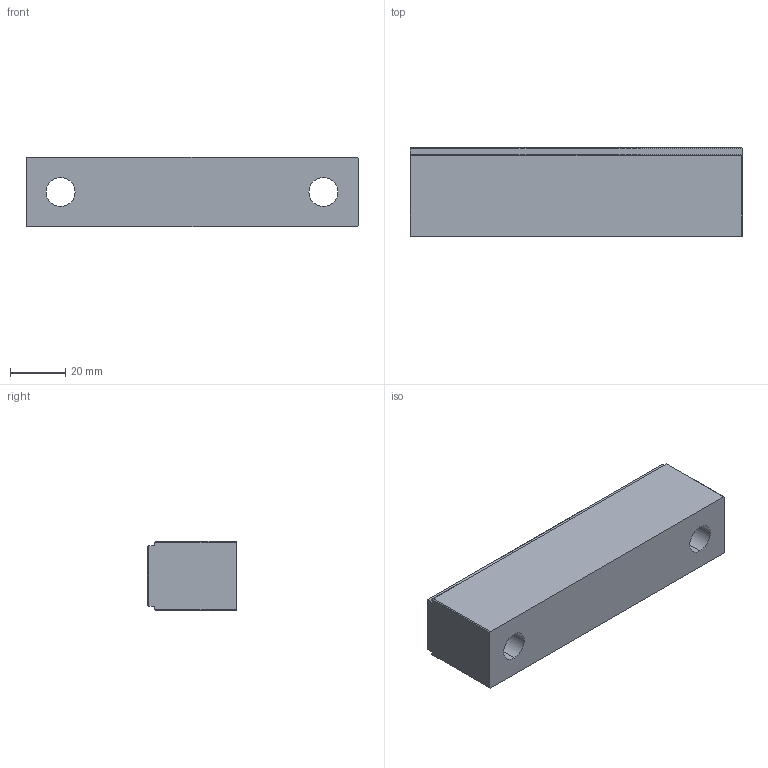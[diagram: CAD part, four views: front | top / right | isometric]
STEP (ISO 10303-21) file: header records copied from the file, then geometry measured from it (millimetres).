
FILE_DESCRIPTION (( 'STEP AP214' ), '1' );
FILE_NAME ('Srednja pakna nova.STEP', '2021-12-20T15:23:54', ( '' ), ( '' ), 'SwSTEP 2.0', 'SolidWorks 2013', '' );
FILE_SCHEMA (( 'AUTOMOTIVE_DESIGN' ));
Length unit declared in the file: millimetre
Products named in the file (1): Srednja pakna nova
Bounding box: 120 x 32 x 25 mm (x, y, z)
Volume: 86429.4 mm3; surface area: 17335.8 mm2
Topology: 1 solids, 1 shells, 34 faces, 82 edges, 52 vertices
Faces by surface type: plane 22, cylinder 8, cone 4
Entity records: 1398 total; most frequent: DIRECTION 172, CARTESIAN_POINT 169, ORIENTED_EDGE 164, EDGE_CURVE 82, VECTOR 62, LINE 62, AXIS2_PLACEMENT_3D 55, VERTEX_POINT 52
